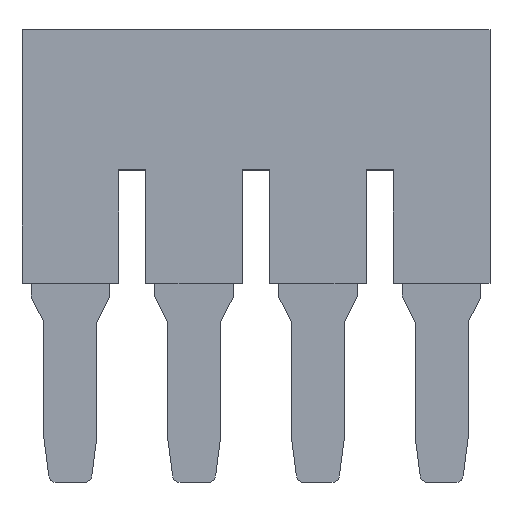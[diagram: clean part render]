
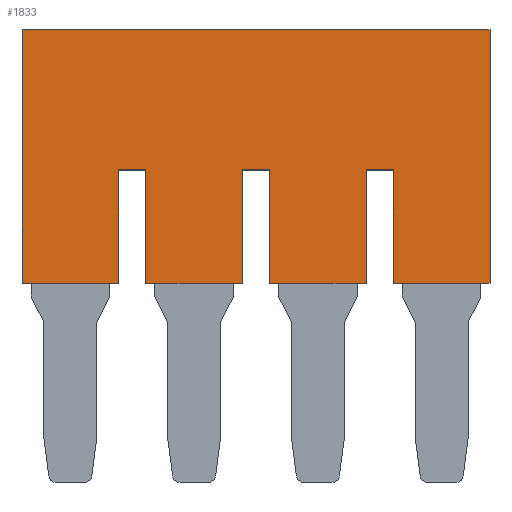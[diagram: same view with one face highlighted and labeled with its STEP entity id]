
A CAD part, top view. The second image highlights one B-rep face of the part: STEP entity #1833.
In plain terms, the highlighted planar face has unit normal (0, 0, 1).
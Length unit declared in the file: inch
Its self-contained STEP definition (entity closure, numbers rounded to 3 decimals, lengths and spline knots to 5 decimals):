
#201=DIRECTION('',(1.,0.,0.));
#202=VECTOR('',#201,6.40003);
#203=CARTESIAN_POINT('',(0.00949,2.72044,1.6));
#204=LINE('',#203,#202);
#205=DIRECTION('',(0.,-1.,0.));
#206=VECTOR('',#205,7.50003);
#207=CARTESIAN_POINT('',(0.00949,10.22047,1.6));
#208=LINE('',#207,#206);
#209=DIRECTION('',(1.,0.,0.));
#210=VECTOR('',#209,1.80001);
#211=CARTESIAN_POINT('',(-1.79052,10.22047,1.6));
#212=LINE('',#211,#210);
#213=DIRECTION('',(0.,1.,0.));
#214=VECTOR('',#213,7.50003);
#215=CARTESIAN_POINT('',(-1.79052,2.72044,1.6));
#216=LINE('',#215,#214);
#217=DIRECTION('',(1.,0.,0.));
#218=VECTOR('',#217,6.40003);
#219=CARTESIAN_POINT('',(-8.19054,2.72044,1.6));
#220=LINE('',#219,#218);
#221=DIRECTION('',(0.,-1.,0.));
#222=VECTOR('',#221,7.50003);
#223=CARTESIAN_POINT('',(-8.19054,10.22047,1.6));
#224=LINE('',#223,#222);
#225=DIRECTION('',(1.,0.,0.));
#226=VECTOR('',#225,1.80001);
#227=CARTESIAN_POINT('',(-9.99055,10.22047,1.6));
#228=LINE('',#227,#226);
#229=DIRECTION('',(0.,1.,0.));
#230=VECTOR('',#229,7.50003);
#231=CARTESIAN_POINT('',(-9.99055,2.72044,1.6));
#232=LINE('',#231,#230);
#233=DIRECTION('',(1.,0.,0.));
#234=VECTOR('',#233,6.40003);
#235=CARTESIAN_POINT('',(-16.39057,2.72044,1.6));
#236=LINE('',#235,#234);
#237=DIRECTION('',(0.,-1.,0.));
#238=VECTOR('',#237,16.80007);
#239=CARTESIAN_POINT('',(-16.39057,19.52051,1.6));
#240=LINE('',#239,#238);
#241=DIRECTION('',(-1.,0.,0.));
#242=VECTOR('',#241,14.60006);
#243=CARTESIAN_POINT('',(-1.79052,19.52051,1.6));
#244=LINE('',#243,#242);
#245=DIRECTION('',(-1.,0.,0.));
#246=VECTOR('',#245,16.40006);
#247=CARTESIAN_POINT('',(14.60955,19.52051,1.6));
#248=LINE('',#247,#246);
#249=DIRECTION('',(0.,1.,0.));
#250=VECTOR('',#249,16.80007);
#251=CARTESIAN_POINT('',(14.60955,2.72044,1.6));
#252=LINE('',#251,#250);
#253=DIRECTION('',(1.,0.,0.));
#254=VECTOR('',#253,6.40003);
#255=CARTESIAN_POINT('',(8.20952,2.72044,1.6));
#256=LINE('',#255,#254);
#257=DIRECTION('',(0.,-1.,0.));
#258=VECTOR('',#257,7.50003);
#259=CARTESIAN_POINT('',(8.20952,10.22047,1.6));
#260=LINE('',#259,#258);
#261=DIRECTION('',(1.,0.,0.));
#262=VECTOR('',#261,1.80001);
#263=CARTESIAN_POINT('',(6.40952,10.22047,1.6));
#264=LINE('',#263,#262);
#265=DIRECTION('',(0.,1.,0.));
#266=VECTOR('',#265,7.50003);
#267=CARTESIAN_POINT('',(6.40952,2.72044,1.6));
#268=LINE('',#267,#266);
#1167=CARTESIAN_POINT('',(0.00949,2.72044,1.6));
#1168=CARTESIAN_POINT('',(6.40952,2.72044,1.6));
#1169=VERTEX_POINT('',#1167);
#1170=VERTEX_POINT('',#1168);
#1171=CARTESIAN_POINT('',(6.40952,10.22047,1.6));
#1172=VERTEX_POINT('',#1171);
#1173=CARTESIAN_POINT('',(8.20952,10.22047,1.6));
#1174=VERTEX_POINT('',#1173);
#1175=CARTESIAN_POINT('',(8.20952,2.72044,1.6));
#1176=VERTEX_POINT('',#1175);
#1177=CARTESIAN_POINT('',(14.60955,2.72044,1.6));
#1178=VERTEX_POINT('',#1177);
#1179=CARTESIAN_POINT('',(14.60955,19.52051,1.6));
#1180=VERTEX_POINT('',#1179);
#1181=CARTESIAN_POINT('',(-1.79052,19.52051,1.6));
#1182=VERTEX_POINT('',#1181);
#1183=CARTESIAN_POINT('',(-16.39057,19.52051,1.6));
#1184=VERTEX_POINT('',#1183);
#1185=CARTESIAN_POINT('',(-16.39057,2.72044,1.6));
#1186=VERTEX_POINT('',#1185);
#1187=CARTESIAN_POINT('',(-9.99055,2.72044,1.6));
#1188=VERTEX_POINT('',#1187);
#1189=CARTESIAN_POINT('',(-9.99055,10.22047,1.6));
#1190=VERTEX_POINT('',#1189);
#1191=CARTESIAN_POINT('',(-8.19054,10.22047,1.6));
#1192=VERTEX_POINT('',#1191);
#1193=CARTESIAN_POINT('',(-8.19054,2.72044,1.6));
#1194=VERTEX_POINT('',#1193);
#1195=CARTESIAN_POINT('',(-1.79052,2.72044,1.6));
#1196=VERTEX_POINT('',#1195);
#1197=CARTESIAN_POINT('',(-1.79052,10.22047,1.6));
#1198=VERTEX_POINT('',#1197);
#1199=CARTESIAN_POINT('',(0.00949,10.22047,1.6));
#1200=VERTEX_POINT('',#1199);
#1809=CARTESIAN_POINT('',(0.,0.,1.6));
#1810=DIRECTION('',(0.,0.,1.));
#1811=DIRECTION('',(1.,0.,0.));
#1812=AXIS2_PLACEMENT_3D('',#1809,#1810,#1811);
#1813=PLANE('',#1812);
#1814=ORIENTED_EDGE('',*,*,#1539,.F.);
#1815=ORIENTED_EDGE('',*,*,#1564,.F.);
#1816=ORIENTED_EDGE('',*,*,#1578,.F.);
#1817=ORIENTED_EDGE('',*,*,#1592,.F.);
#1818=ORIENTED_EDGE('',*,*,#1606,.F.);
#1819=ORIENTED_EDGE('',*,*,#1630,.F.);
#1820=ORIENTED_EDGE('',*,*,#1644,.F.);
#1821=ORIENTED_EDGE('',*,*,#1658,.F.);
#1822=ORIENTED_EDGE('',*,*,#1672,.F.);
#1823=ORIENTED_EDGE('',*,*,#1696,.F.);
#1824=ORIENTED_EDGE('',*,*,#1710,.F.);
#1825=ORIENTED_EDGE('',*,*,#1724,.F.);
#1826=ORIENTED_EDGE('',*,*,#1738,.F.);
#1827=ORIENTED_EDGE('',*,*,#1752,.F.);
#1828=ORIENTED_EDGE('',*,*,#1776,.F.);
#1829=ORIENTED_EDGE('',*,*,#1790,.F.);
#1830=ORIENTED_EDGE('',*,*,#1803,.F.);
#1831=EDGE_LOOP('',(#1814,#1815,#1816,#1817,#1818,#1819,#1820,#1821,#1822,#1823,
#1824,#1825,#1826,#1827,#1828,#1829,#1830));
#1832=FACE_OUTER_BOUND('',#1831,.F.);
#1539=EDGE_CURVE('',#1169,#1170,#204,.T.);
#1564=EDGE_CURVE('',#1200,#1169,#208,.T.);
#1578=EDGE_CURVE('',#1198,#1200,#212,.T.);
#1592=EDGE_CURVE('',#1196,#1198,#216,.T.);
#1606=EDGE_CURVE('',#1194,#1196,#220,.T.);
#1630=EDGE_CURVE('',#1192,#1194,#224,.T.);
#1644=EDGE_CURVE('',#1190,#1192,#228,.T.);
#1658=EDGE_CURVE('',#1188,#1190,#232,.T.);
#1672=EDGE_CURVE('',#1186,#1188,#236,.T.);
#1696=EDGE_CURVE('',#1184,#1186,#240,.T.);
#1710=EDGE_CURVE('',#1182,#1184,#244,.T.);
#1724=EDGE_CURVE('',#1180,#1182,#248,.T.);
#1738=EDGE_CURVE('',#1178,#1180,#252,.T.);
#1752=EDGE_CURVE('',#1176,#1178,#256,.T.);
#1776=EDGE_CURVE('',#1174,#1176,#260,.T.);
#1790=EDGE_CURVE('',#1172,#1174,#264,.T.);
#1803=EDGE_CURVE('',#1170,#1172,#268,.T.);
#1833=ADVANCED_FACE('',(#1832),#1813,.T.);
